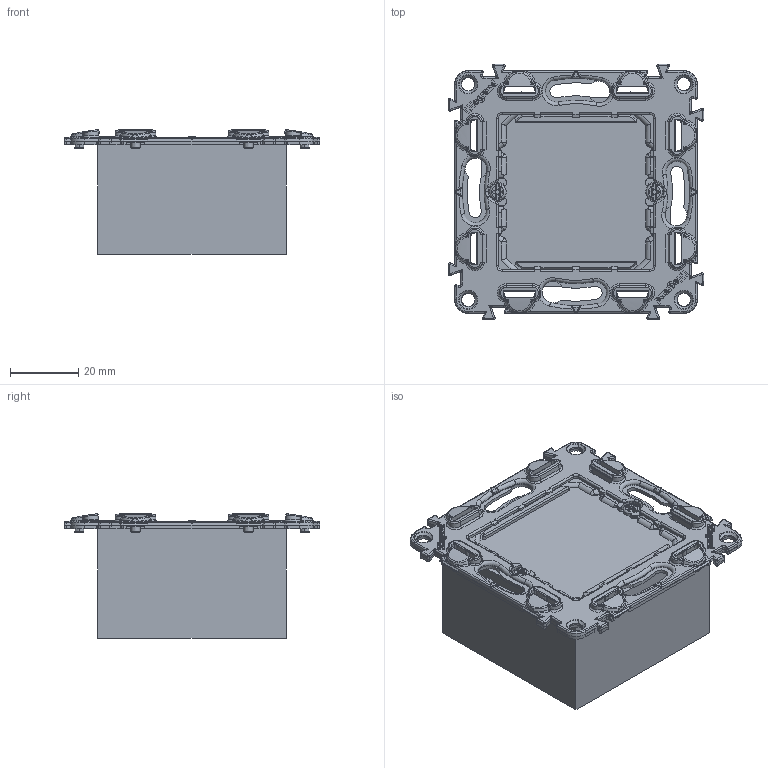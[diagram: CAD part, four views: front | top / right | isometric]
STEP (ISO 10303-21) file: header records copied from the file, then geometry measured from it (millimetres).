
FILE_DESCRIPTION(('CATIA V5 STEP Exchange','CAx-IF Rec.Pracs.--- Model Styling and Organization---1.4--- 2014-01-23'),'2;1');
FILE_NAME('752044_AllCATPart.stp','2020-02-13T09:33:35+00:00',('none'),('none'),'CATIA Version 5-6 Release 2017 SP3','CATIA V5 STEP AP214','none');
FILE_SCHEMA(('AUTOMOTIVE_DESIGN { 1 0 10303 214 1 1 1 1 }'));
Products named in the file (1): 752044_AllCATPart
Bounding box: 74.7 x 74.7 x 36.42 mm (x, y, z)
Volume: 102577.6 mm3; surface area: 20494.4 mm2
Topology: 1 solids, 3 shells, 5048 faces, 14423 edges, 9360 vertices
Faces by surface type: plane 3890, cylinder 506, bspline 272, cone 188, torus 148, sphere 32, extrusion 12
Entity records: 180152 total; most frequent: CARTESIAN_POINT 51037, ORIENTED_EDGE 28734, DIRECTION 20758, EDGE_CURVE 14367, VECTOR 11413, LINE 11401, VERTEX_POINT 9360, AXIS2_PLACEMENT_3D 5223
